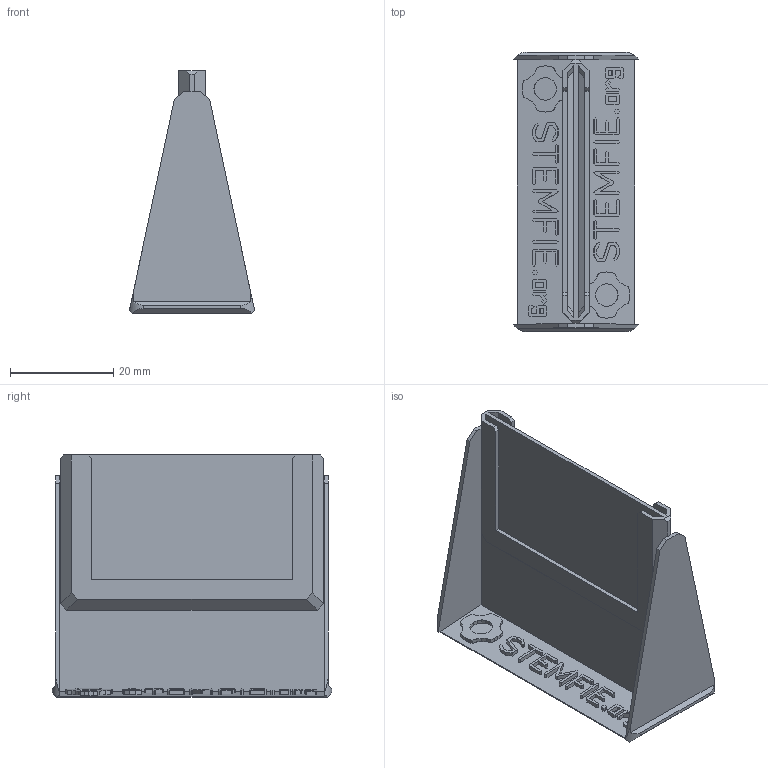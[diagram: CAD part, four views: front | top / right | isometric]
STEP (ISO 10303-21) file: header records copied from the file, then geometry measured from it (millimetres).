
FILE_DESCRIPTION(('FreeCAD Model'),'2;1');
FILE_NAME('Open CASCADE Shape Model','2023-03-08T20:30:42',(''),(''), 'Open CASCADE STEP processor 7.6','FreeCAD','Unknown');
FILE_SCHEMA(('AUTOMOTIVE_DESIGN { 1 0 10303 214 1 1 1 1 }'));
Products named in the file (1): Parts Storage Drawer Section Divider TRV BU04.00x03.75 - SPN-TOL-0050 
(stemfie.org)
Bounding box: 24.2 x 54.11 x 46.8 mm (x, y, z)
Volume: 4822.5 mm3; surface area: 12371.6 mm2
Topology: 1 solids, 1 shells, 760 faces, 2121 edges, 1410 vertices
Faces by surface type: plane 590, extrusion 166, cylinder 4
Entity records: 54370 total; most frequent: CARTESIAN_POINT 13352, DIRECTION 6783, VECTOR 5549, LINE 5383, ORIENTED_EDGE 4242, PCURVE 4242, DEFINITIONAL_REPRESENTATION 4242, EDGE_CURVE 2121
